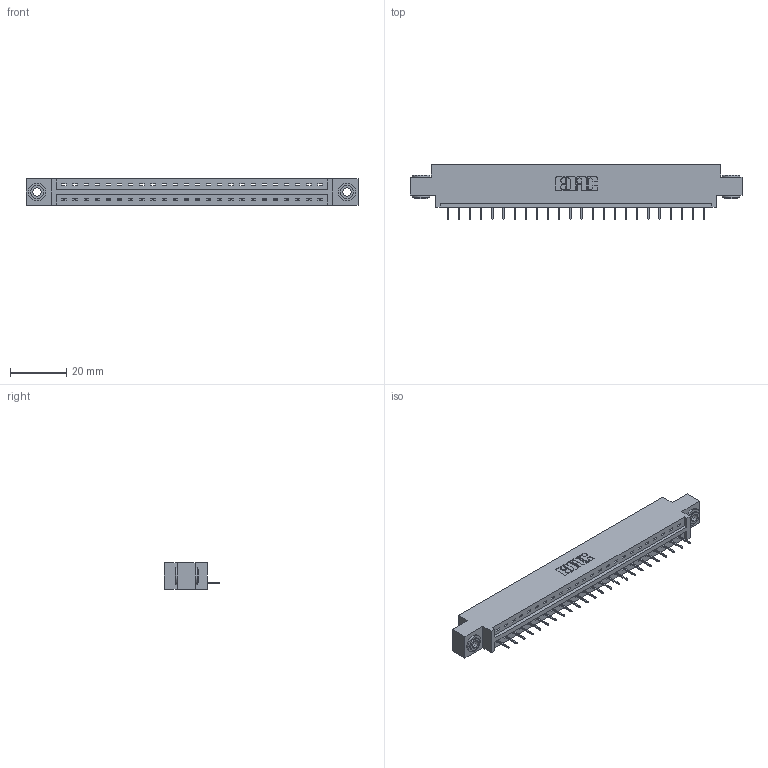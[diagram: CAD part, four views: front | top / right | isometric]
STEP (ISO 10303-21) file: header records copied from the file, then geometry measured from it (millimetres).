
FILE_DESCRIPTION (( 'STEP AP203' ), '1' );
FILE_NAME ('387-024-524-603.STEP', '2018-09-14T10:44:11', ( '' ), ( '' ), 'SwSTEP 2.0', 'SolidWorks 2016', '' );
FILE_SCHEMA (( 'CONFIG_CONTROL_DESIGN' ));
Length unit declared in the file: inch
Products named in the file (4): 337 Part_0.170 Offset - 0.156 Dia-TH; 345-250-002_345-250-002-102; 345-292-001_345-293-124; 387-024-524-603
Assembly tree (27 placements, depth 2):
  387-024-524-603
    337 Part_0.170 Offset - 0.156 Dia-TH
    345-292-001_345-293-124  x24
    345-250-002_345-250-002-102  x2
Bounding box: 118.11 x 19.69 x 9.4 mm (x, y, z)
Volume: 11857.4 mm3; surface area: 12148.7 mm2
Topology: 27 solids, 27 shells, 1740 faces, 5007 edges, 3238 vertices
Faces by surface type: plane 1332, cylinder 400, cone 8
Entity records: 21024 total; most frequent: CARTESIAN_POINT 3637, ORIENTED_EDGE 3590, DIRECTION 3133, EDGE_CURVE 1795, VECTOR 1647, LINE 1647, VERTEX_POINT 1190, AXIS2_PLACEMENT_3D 743
